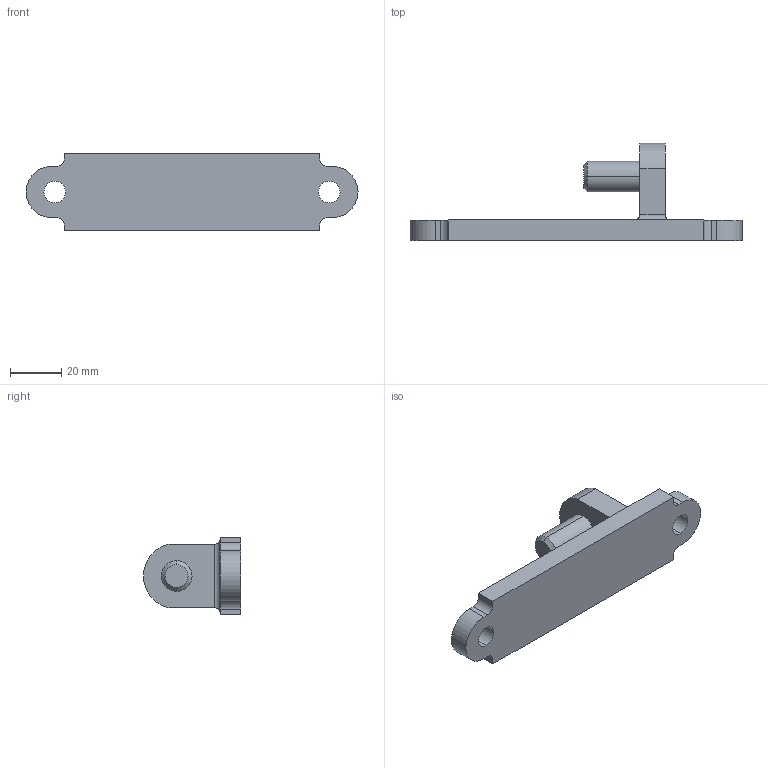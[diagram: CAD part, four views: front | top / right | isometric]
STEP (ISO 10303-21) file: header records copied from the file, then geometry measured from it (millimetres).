
FILE_DESCRIPTION (( 'STEP AP203' ), '1' );
FILE_NAME ('0514104013.STEP', '2022-10-13T09:13:58', ( '' ), ( '' ), 'SwSTEP 2.0', 'SolidWorks 2020', '' );
FILE_SCHEMA (( 'CONFIG_CONTROL_DESIGN' ));
Length unit declared in the file: millimetre
Products named in the file (1): 0514104013
Bounding box: 130 x 38 x 30 mm (x, y, z)
Volume: 36643.3 mm3; surface area: 12229.6 mm2
Topology: 1 solids, 1 shells, 36 faces, 90 edges, 58 vertices
Faces by surface type: cylinder 17, plane 17, cone 2
Entity records: 1159 total; most frequent: CARTESIAN_POINT 197, DIRECTION 188, ORIENTED_EDGE 180, EDGE_CURVE 90, AXIS2_PLACEMENT_3D 65, LINE 58, VERTEX_POINT 58, VECTOR 58
